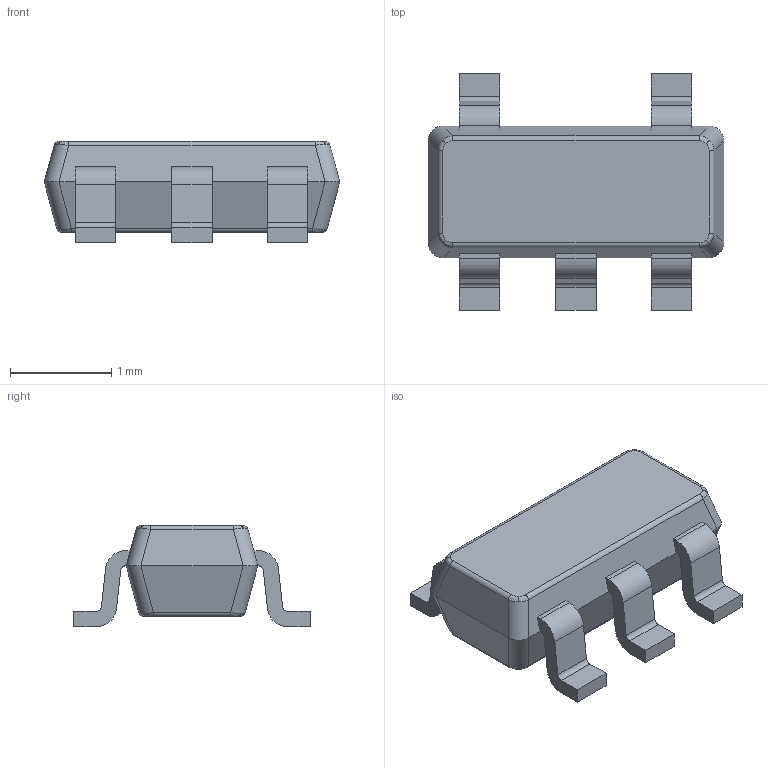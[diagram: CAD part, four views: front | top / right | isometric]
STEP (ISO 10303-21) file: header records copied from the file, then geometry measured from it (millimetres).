
FILE_DESCRIPTION (( 'STEP AP203' ), '1' );
FILE_NAME ('TSOP5()_LOGICNCP361SNT1G_Default_sldprt.STEP', '2016-06-02T17:08:59', ( 'Shusen Zhang' ), ( 'MathWorks' ), 'SwSTEP 2.0', 'SolidWorks 2015', '' );
FILE_SCHEMA (( 'CONFIG_CONTROL_DESIGN' ));
Length unit declared in the file: millimetre
Products named in the file (1): TSOP5()_LOGICNCP361SNT1G_Default_sldprt
Bounding box: 2.92 x 2.34 x 1 mm (x, y, z)
Volume: 3.2 mm3; surface area: 18.1 mm2
Topology: 1 solids, 1 shells, 107 faces, 281 edges, 176 vertices
Faces by surface type: plane 55, cylinder 36, bspline 16
Entity records: 3468 total; most frequent: CARTESIAN_POINT 849, ORIENTED_EDGE 562, DIRECTION 493, EDGE_CURVE 281, LINE 181, VECTOR 181, VERTEX_POINT 176, AXIS2_PLACEMENT_3D 156
